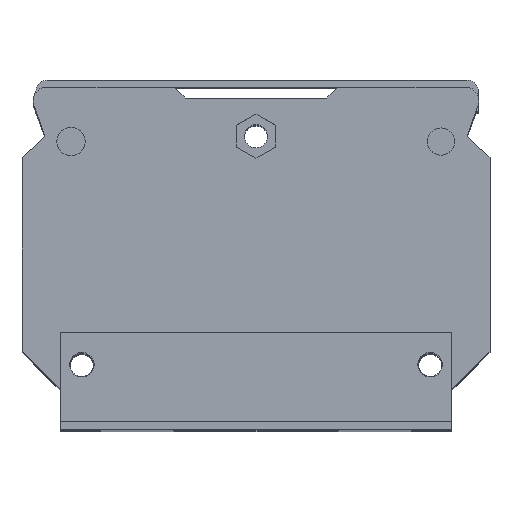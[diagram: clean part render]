
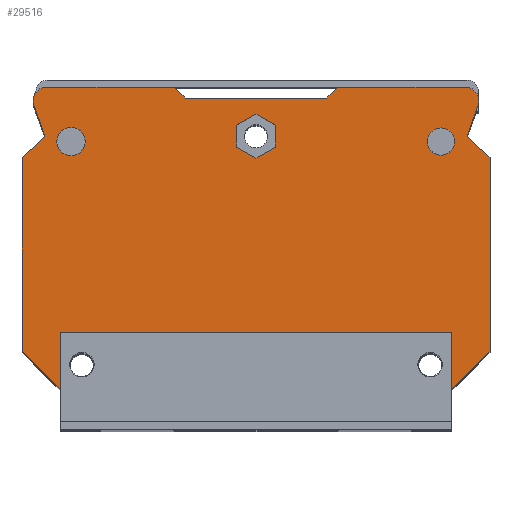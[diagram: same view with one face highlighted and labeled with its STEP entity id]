
A CAD part, top view. The second image highlights one B-rep face of the part: STEP entity #29516.
In plain terms, the highlighted planar face has unit normal (0, 0, 1).
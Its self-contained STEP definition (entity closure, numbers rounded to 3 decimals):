
#784=DIRECTION('',(-0.866,-0.5,0.));
#785=VECTOR('',#784,4.041);
#786=CARTESIAN_POINT('',(43.,58.041,-1.5));
#787=LINE('',#786,#785);
#788=DIRECTION('',(0.866,-0.5,0.));
#789=VECTOR('',#788,4.041);
#790=CARTESIAN_POINT('',(39.5,51.979,-1.5));
#791=LINE('',#790,#789);
#792=DIRECTION('',(0.866,0.5,0.));
#793=VECTOR('',#792,4.041);
#794=CARTESIAN_POINT('',(43.,49.959,-1.5));
#795=LINE('',#794,#793);
#796=DIRECTION('',(-0.866,0.5,0.));
#797=VECTOR('',#796,4.041);
#798=CARTESIAN_POINT('',(46.5,56.021,-1.5));
#799=LINE('',#798,#797);
#800=CARTESIAN_POINT('',(77.,53.,-1.5));
#801=DIRECTION('',(0.,0.,1.));
#802=DIRECTION('',(1.,0.,0.));
#803=AXIS2_PLACEMENT_3D('',#800,#801,#802);
#805=CARTESIAN_POINT('',(77.,53.,-1.5));
#806=DIRECTION('',(0.,0.,1.));
#807=DIRECTION('',(-1.,0.,0.));
#808=AXIS2_PLACEMENT_3D('',#805,#806,#807);
#810=CARTESIAN_POINT('',(9.,53.,-1.5));
#811=DIRECTION('',(0.,0.,1.));
#812=DIRECTION('',(1.,0.,0.));
#813=AXIS2_PLACEMENT_3D('',#810,#811,#812);
#815=CARTESIAN_POINT('',(9.,53.,-1.5));
#816=DIRECTION('',(0.,0.,1.));
#817=DIRECTION('',(-1.,0.,0.));
#818=AXIS2_PLACEMENT_3D('',#815,#816,#817);
#820=DIRECTION('',(0.,1.,0.));
#821=VECTOR('',#820,10.5);
#822=CARTESIAN_POINT('',(79.,7.5,-1.5));
#823=LINE('',#822,#821);
#824=DIRECTION('',(-1.,0.,0.));
#825=VECTOR('',#824,72.);
#826=CARTESIAN_POINT('',(79.,18.,-1.5));
#827=LINE('',#826,#825);
#828=DIRECTION('',(0.,1.,0.));
#829=VECTOR('',#828,10.5);
#830=CARTESIAN_POINT('',(7.,7.5,-1.5));
#831=LINE('',#830,#829);
#832=DIRECTION('',(-0.707,0.707,0.));
#833=VECTOR('',#832,9.899);
#834=CARTESIAN_POINT('',(7.,7.5,-1.5));
#835=LINE('',#834,#833);
#836=DIRECTION('',(0.724,0.69,0.));
#837=VECTOR('',#836,5.8);
#838=CARTESIAN_POINT('',(0.,50.,-1.5));
#839=LINE('',#838,#837);
#840=DIRECTION('',(-0.334,0.943,0.));
#841=VECTOR('',#840,6.01);
#842=CARTESIAN_POINT('',(4.2,54.,-1.5));
#843=LINE('',#842,#841);
#844=CARTESIAN_POINT('',(4.55,60.5,-1.5));
#845=DIRECTION('',(0.,0.,-1.));
#846=DIRECTION('',(-0.943,-0.334,0.));
#847=AXIS2_PLACEMENT_3D('',#844,#845,#846);
#849=CARTESIAN_POINT('',(4.55,60.5,-1.5));
#850=DIRECTION('',(0.,0.,-1.));
#851=DIRECTION('',(-1.,0.,0.));
#852=AXIS2_PLACEMENT_3D('',#849,#850,#851);
#854=DIRECTION('',(0.707,-0.707,0.));
#855=VECTOR('',#854,2.828);
#856=CARTESIAN_POINT('',(28.,63.,-1.5));
#857=LINE('',#856,#855);
#858=DIRECTION('',(0.707,0.707,0.));
#859=VECTOR('',#858,2.828);
#860=CARTESIAN_POINT('',(56.,61.,-1.5));
#861=LINE('',#860,#859);
#862=CARTESIAN_POINT('',(81.45,60.5,-1.5));
#863=DIRECTION('',(0.,0.,-1.));
#864=DIRECTION('',(0.,1.,0.));
#865=AXIS2_PLACEMENT_3D('',#862,#863,#864);
#867=CARTESIAN_POINT('',(81.45,60.5,-1.5));
#868=DIRECTION('',(0.,0.,-1.));
#869=DIRECTION('',(1.,0.,0.));
#870=AXIS2_PLACEMENT_3D('',#867,#868,#869);
#872=DIRECTION('',(-0.334,-0.943,0.));
#873=VECTOR('',#872,6.009);
#874=CARTESIAN_POINT('',(83.806,59.664,-1.5));
#875=LINE('',#874,#873);
#876=DIRECTION('',(0.724,-0.69,0.));
#877=VECTOR('',#876,5.8);
#878=CARTESIAN_POINT('',(81.8,54.,-1.5));
#879=LINE('',#878,#877);
#880=DIRECTION('',(-0.707,-0.707,0.));
#881=VECTOR('',#880,9.899);
#882=CARTESIAN_POINT('',(86.,14.5,-1.5));
#883=LINE('',#882,#881);
#884=DIRECTION('',(0.,1.,0.));
#885=VECTOR('',#884,4.041);
#886=CARTESIAN_POINT('',(39.5,51.979,-1.5));
#887=LINE('',#886,#885);
#904=DIRECTION('',(0.,-1.,0.));
#905=VECTOR('',#904,4.041);
#906=CARTESIAN_POINT('',(46.5,56.021,-1.5));
#907=LINE('',#906,#905);
#2239=DIRECTION('',(0.,1.,0.));
#2240=VECTOR('',#2239,35.5);
#2241=CARTESIAN_POINT('',(86.,14.5,-1.5));
#2242=LINE('',#2241,#2240);
#11297=DIRECTION('',(-1.,0.,0.));
#11298=VECTOR('',#11297,23.45);
#11299=CARTESIAN_POINT('',(28.,63.,-1.5));
#11300=LINE('',#11299,#11298);
#11394=DIRECTION('',(-1.,0.,0.));
#11395=VECTOR('',#11394,23.45);
#11396=CARTESIAN_POINT('',(81.45,63.,-1.5));
#11397=LINE('',#11396,#11395);
#11799=DIRECTION('',(0.,-1.,0.));
#11800=VECTOR('',#11799,35.5);
#11801=CARTESIAN_POINT('',(0.,50.,-1.5));
#11802=LINE('',#11801,#11800);
#11899=DIRECTION('',(-1.,0.,0.));
#11900=VECTOR('',#11899,26.);
#11901=CARTESIAN_POINT('',(56.,61.,-1.5));
#11902=LINE('',#11901,#11900);
#23058=CARTESIAN_POINT('',(86.,14.5,-1.5));
#23060=VERTEX_POINT('',#23058);
#23537=CARTESIAN_POINT('',(0.,14.5,-1.5));
#23539=VERTEX_POINT('',#23537);
#23541=CARTESIAN_POINT('',(56.,61.,-1.5));
#23542=CARTESIAN_POINT('',(58.,63.,-1.5));
#23543=VERTEX_POINT('',#23541);
#23544=VERTEX_POINT('',#23542);
#23545=CARTESIAN_POINT('',(81.45,63.,-1.5));
#23546=CARTESIAN_POINT('',(83.95,60.5,-1.5));
#23547=VERTEX_POINT('',#23545);
#23548=VERTEX_POINT('',#23546);
#23549=CARTESIAN_POINT('',(83.806,59.664,-1.5));
#23550=VERTEX_POINT('',#23549);
#23551=CARTESIAN_POINT('',(81.8,54.,-1.5));
#23552=VERTEX_POINT('',#23551);
#23553=CARTESIAN_POINT('',(86.,50.,-1.5));
#23554=VERTEX_POINT('',#23553);
#23555=CARTESIAN_POINT('',(0.,50.,-1.5));
#23556=VERTEX_POINT('',#23555);
#23557=CARTESIAN_POINT('',(4.2,54.,-1.5));
#23558=VERTEX_POINT('',#23557);
#23559=CARTESIAN_POINT('',(2.193,59.665,-1.5));
#23560=VERTEX_POINT('',#23559);
#23561=CARTESIAN_POINT('',(2.05,60.5,-1.5));
#23562=VERTEX_POINT('',#23561);
#23563=CARTESIAN_POINT('',(4.55,63.,-1.5));
#23564=VERTEX_POINT('',#23563);
#23565=CARTESIAN_POINT('',(28.,63.,-1.5));
#23566=VERTEX_POINT('',#23565);
#23567=CARTESIAN_POINT('',(30.,61.,-1.5));
#23568=VERTEX_POINT('',#23567);
#23569=CARTESIAN_POINT('',(43.,58.041,-1.5));
#23570=CARTESIAN_POINT('',(39.5,56.021,-1.5));
#23571=VERTEX_POINT('',#23569);
#23572=VERTEX_POINT('',#23570);
#23573=CARTESIAN_POINT('',(39.5,51.979,-1.5));
#23574=VERTEX_POINT('',#23573);
#23575=CARTESIAN_POINT('',(43.,49.959,-1.5));
#23576=VERTEX_POINT('',#23575);
#23577=CARTESIAN_POINT('',(46.5,51.979,-1.5));
#23578=VERTEX_POINT('',#23577);
#23579=CARTESIAN_POINT('',(46.5,56.021,-1.5));
#23580=VERTEX_POINT('',#23579);
#23581=CARTESIAN_POINT('',(79.5,53.,-1.5));
#23582=CARTESIAN_POINT('',(74.5,53.,-1.5));
#23583=VERTEX_POINT('',#23581);
#23584=VERTEX_POINT('',#23582);
#23585=CARTESIAN_POINT('',(11.6,53.,-1.5));
#23586=CARTESIAN_POINT('',(6.4,53.,-1.5));
#23587=VERTEX_POINT('',#23585);
#23588=VERTEX_POINT('',#23586);
#28171=CARTESIAN_POINT('',(79.,7.5,-1.5));
#28173=VERTEX_POINT('',#28171);
#28175=CARTESIAN_POINT('',(7.,7.5,-1.5));
#28177=VERTEX_POINT('',#28175);
#28218=CARTESIAN_POINT('',(79.,18.,-1.5));
#28219=VERTEX_POINT('',#28218);
#28220=CARTESIAN_POINT('',(7.,18.,-1.5));
#28221=VERTEX_POINT('',#28220);
#29444=CARTESIAN_POINT('',(43.,31.5,-1.5));
#29445=DIRECTION('',(0.,0.,1.));
#29446=DIRECTION('',(-1.,0.,0.));
#29447=AXIS2_PLACEMENT_3D('',#29444,#29445,#29446);
#29448=PLANE('',#29447);
#29450=ORIENTED_EDGE('',*,*,#29449,.T.);
#29452=ORIENTED_EDGE('',*,*,#29451,.T.);
#29454=ORIENTED_EDGE('',*,*,#29453,.F.);
#29456=ORIENTED_EDGE('',*,*,#29455,.T.);
#29458=ORIENTED_EDGE('',*,*,#29457,.F.);
#29460=ORIENTED_EDGE('',*,*,#29459,.T.);
#29462=ORIENTED_EDGE('',*,*,#29461,.T.);
#29464=ORIENTED_EDGE('',*,*,#29463,.T.);
#29466=ORIENTED_EDGE('',*,*,#29465,.T.);
#29468=ORIENTED_EDGE('',*,*,#29467,.F.);
#29470=ORIENTED_EDGE('',*,*,#29469,.T.);
#29472=ORIENTED_EDGE('',*,*,#29471,.F.);
#29474=ORIENTED_EDGE('',*,*,#29473,.T.);
#29476=ORIENTED_EDGE('',*,*,#29475,.F.);
#29478=ORIENTED_EDGE('',*,*,#29477,.T.);
#29480=ORIENTED_EDGE('',*,*,#29479,.T.);
#29482=ORIENTED_EDGE('',*,*,#29481,.T.);
#29484=ORIENTED_EDGE('',*,*,#29483,.T.);
#29486=ORIENTED_EDGE('',*,*,#29485,.F.);
#29488=ORIENTED_EDGE('',*,*,#29487,.T.);
#29489=EDGE_LOOP('',(#29450,#29452,#29454,#29456,#29458,#29460,#29462,#29464,
#29466,#29468,#29470,#29472,#29474,#29476,#29478,#29480,#29482,#29484,#29486,
#29488));
#29490=FACE_OUTER_BOUND('',#29489,.F.);
#29492=ORIENTED_EDGE('',*,*,#29491,.T.);
#29494=ORIENTED_EDGE('',*,*,#29493,.T.);
#29495=EDGE_LOOP('',(#29492,#29494));
#29496=FACE_BOUND('',#29495,.F.);
#29498=ORIENTED_EDGE('',*,*,#29497,.T.);
#29500=ORIENTED_EDGE('',*,*,#29499,.T.);
#29501=EDGE_LOOP('',(#29498,#29500));
#29502=FACE_BOUND('',#29501,.F.);
#29503=ORIENTED_EDGE('',*,*,#29434,.T.);
#29505=ORIENTED_EDGE('',*,*,#29504,.F.);
#29507=ORIENTED_EDGE('',*,*,#29506,.T.);
#29509=ORIENTED_EDGE('',*,*,#29508,.T.);
#29511=ORIENTED_EDGE('',*,*,#29510,.F.);
#29513=ORIENTED_EDGE('',*,*,#29512,.T.);
#29514=EDGE_LOOP('',(#29503,#29505,#29507,#29509,#29511,#29513));
#29515=FACE_BOUND('',#29514,.F.);
#804=CIRCLE('',#803,2.5);
#809=CIRCLE('',#808,2.5);
#814=CIRCLE('',#813,2.6);
#819=CIRCLE('',#818,2.6);
#848=CIRCLE('',#847,2.5);
#853=CIRCLE('',#852,2.5);
#866=CIRCLE('',#865,2.5);
#871=CIRCLE('',#870,2.5);
#29434=EDGE_CURVE('',#23571,#23572,#787,.T.);
#29449=EDGE_CURVE('',#28173,#28219,#823,.T.);
#29451=EDGE_CURVE('',#28219,#28221,#827,.T.);
#29453=EDGE_CURVE('',#28177,#28221,#831,.T.);
#29455=EDGE_CURVE('',#28177,#23539,#835,.T.);
#29457=EDGE_CURVE('',#23556,#23539,#11802,.T.);
#29459=EDGE_CURVE('',#23556,#23558,#839,.T.);
#29461=EDGE_CURVE('',#23558,#23560,#843,.T.);
#29463=EDGE_CURVE('',#23560,#23562,#848,.T.);
#29465=EDGE_CURVE('',#23562,#23564,#853,.T.);
#29467=EDGE_CURVE('',#23566,#23564,#11300,.T.);
#29469=EDGE_CURVE('',#23566,#23568,#857,.T.);
#29471=EDGE_CURVE('',#23543,#23568,#11902,.T.);
#29473=EDGE_CURVE('',#23543,#23544,#861,.T.);
#29475=EDGE_CURVE('',#23547,#23544,#11397,.T.);
#29477=EDGE_CURVE('',#23547,#23548,#866,.T.);
#29479=EDGE_CURVE('',#23548,#23550,#871,.T.);
#29481=EDGE_CURVE('',#23550,#23552,#875,.T.);
#29483=EDGE_CURVE('',#23552,#23554,#879,.T.);
#29485=EDGE_CURVE('',#23060,#23554,#2242,.T.);
#29487=EDGE_CURVE('',#23060,#28173,#883,.T.);
#29491=EDGE_CURVE('',#23583,#23584,#804,.T.);
#29493=EDGE_CURVE('',#23584,#23583,#809,.T.);
#29497=EDGE_CURVE('',#23587,#23588,#814,.T.);
#29499=EDGE_CURVE('',#23588,#23587,#819,.T.);
#29504=EDGE_CURVE('',#23574,#23572,#887,.T.);
#29506=EDGE_CURVE('',#23574,#23576,#791,.T.);
#29508=EDGE_CURVE('',#23576,#23578,#795,.T.);
#29510=EDGE_CURVE('',#23580,#23578,#907,.T.);
#29512=EDGE_CURVE('',#23580,#23571,#799,.T.);
#29516=ADVANCED_FACE('',(#29490,#29496,#29502,#29515),#29448,.T.);
